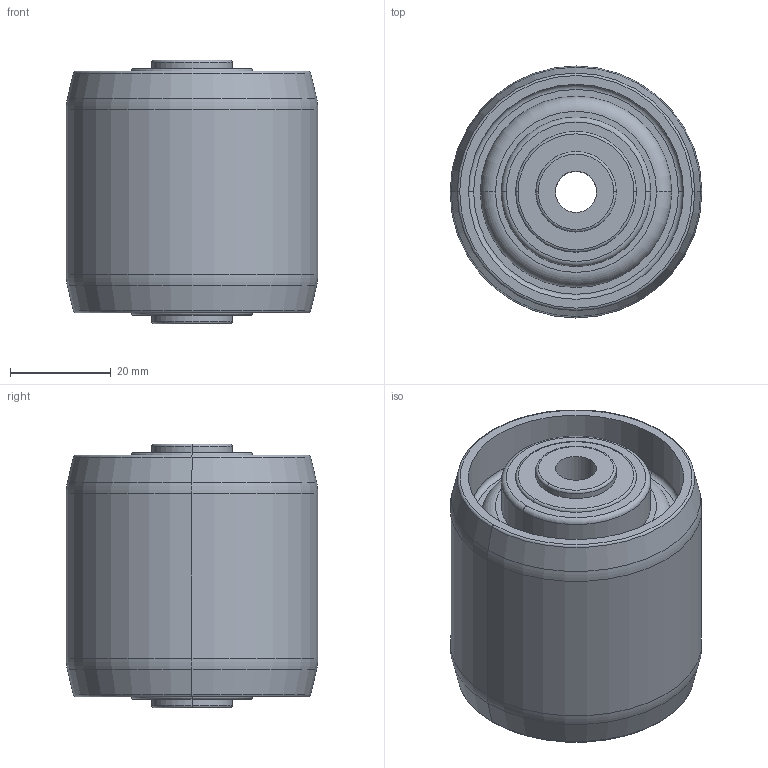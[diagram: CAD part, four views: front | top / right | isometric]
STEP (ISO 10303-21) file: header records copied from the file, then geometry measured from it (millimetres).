
FILE_DESCRIPTION (( 'STEP AP214' ), '1' );
FILE_NAME ('0026926_NR80.step', '2017-09-20T09:07:35', ( '' ), ( '' ), 'SwSTEP 2.0', 'SolidWorks 2016', '' );
FILE_SCHEMA (( 'AUTOMOTIVE_DESIGN' ));
Length unit declared in the file: millimetre
Products named in the file (1): 0026926_NR80
Bounding box: 50 x 50 x 52.4 mm (x, y, z)
Volume: 78514.1 mm3; surface area: 16589.4 mm2
Topology: 1 solids, 1 shells, 60 faces, 120 edges, 72 vertices
Faces by surface type: torus 28, cylinder 16, plane 12, cone 4
Entity records: 1630 total; most frequent: DIRECTION 342, CARTESIAN_POINT 253, ORIENTED_EDGE 240, AXIS2_PLACEMENT_3D 161, EDGE_CURVE 120, CIRCLE 100, VERTEX_POINT 72, EDGE_LOOP 72
